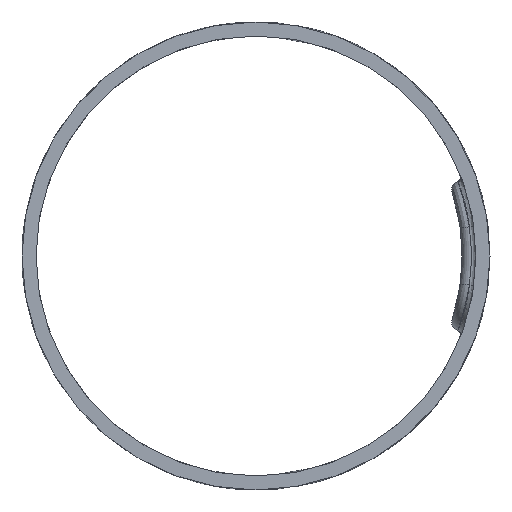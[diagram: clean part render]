
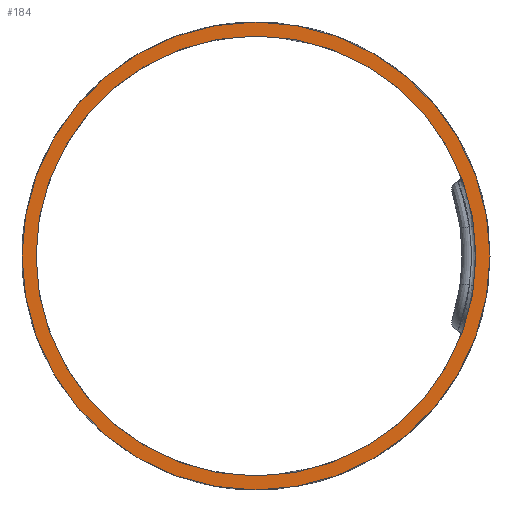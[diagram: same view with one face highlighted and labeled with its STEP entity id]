
A CAD part, left-side view. The second image highlights one B-rep face of the part: STEP entity #184.
In plain terms, the highlighted planar face has unit normal (-1, 0, 0).
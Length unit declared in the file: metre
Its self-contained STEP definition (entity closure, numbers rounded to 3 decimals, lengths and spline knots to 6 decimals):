
#184=ADVANCED_FACE('1:95333',(#458,#459),#460,.T.);
#458=FACE_OUTER_BOUND('',#831,.T.);
#459=FACE_BOUND('',#832,.T.);
#460=PLANE('',#833);
#831=EDGE_LOOP('',(#4010,#4011));
#832=EDGE_LOOP('',(#4012,#4013));
#833=AXIS2_PLACEMENT_3D('',#4014,#4015,#4016);
#4010=ORIENTED_EDGE('',*,*,#4795,.T.);
#4011=ORIENTED_EDGE('',*,*,#4924,.T.);
#4012=ORIENTED_EDGE('',*,*,#4932,.T.);
#4013=ORIENTED_EDGE('',*,*,#4776,.T.);
#4014=CARTESIAN_POINT('',(-0.030199,0.0155,0.008846));
#4015=DIRECTION('',(-1.0,0.,0.));
#4016=DIRECTION('',(0.,1.0,0.0));
#4776=EDGE_CURVE('1:95750',#5298,#5296,#5299,.T.);
#4795=EDGE_CURVE('1:95651',#5333,#5330,#5334,.T.);
#4924=EDGE_CURVE('1:95651',#5330,#5333,#5535,.T.);
#4932=EDGE_CURVE('1:95750',#5296,#5298,#5545,.T.);
#5296=VERTEX_POINT('',#6598);
#5298=VERTEX_POINT('',#6601);
#5299=CIRCLE('',#6602,0.0235);
#5330=VERTEX_POINT('',#6835);
#5333=VERTEX_POINT('',#6839);
#5334=CIRCLE('',#6840,0.025);
#5535=CIRCLE('',#7661,0.025);
#5545=CIRCLE('',#7740,0.0235);
#6598=CARTESIAN_POINT('',(-0.030199,0.039,0.008846));
#6601=CARTESIAN_POINT('',(-0.030199,-0.008,0.008846));
#6602=AXIS2_PLACEMENT_3D('',#9561,#9562,#9563);
#6835=CARTESIAN_POINT('',(-0.030199,-0.0095,0.008846));
#6839=CARTESIAN_POINT('',(-0.030199,0.0405,0.008846));
#6840=AXIS2_PLACEMENT_3D('',#9578,#9579,#9580);
#7661=AXIS2_PLACEMENT_3D('',#9793,#9794,#9795);
#7740=AXIS2_PLACEMENT_3D('',#9805,#9806,#9807);
#9561=CARTESIAN_POINT('',(-0.030199,0.0155,0.008846));
#9562=DIRECTION('',(1.0,0.,0.));
#9563=DIRECTION('',(0.,-1.0,0.));
#9578=CARTESIAN_POINT('',(-0.030199,0.0155,0.008846));
#9579=DIRECTION('',(-1.0,0.,0.));
#9580=DIRECTION('',(0.,-1.0,0.));
#9793=CARTESIAN_POINT('',(-0.030199,0.0155,0.008846));
#9794=DIRECTION('',(-1.0,0.,0.));
#9795=DIRECTION('',(0.,-1.0,0.));
#9805=CARTESIAN_POINT('',(-0.030199,0.0155,0.008846));
#9806=DIRECTION('',(1.0,0.,0.));
#9807=DIRECTION('',(0.,-1.0,0.));
